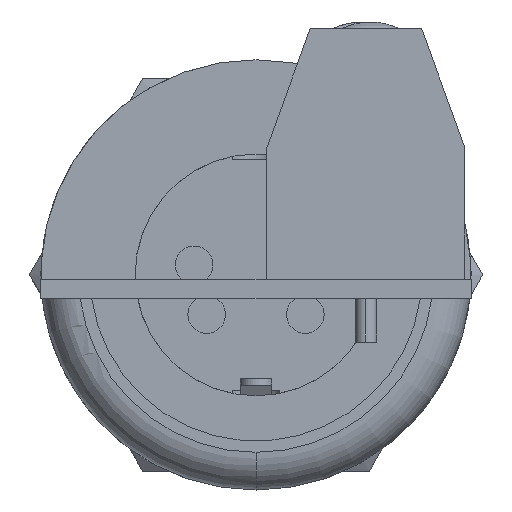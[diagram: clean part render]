
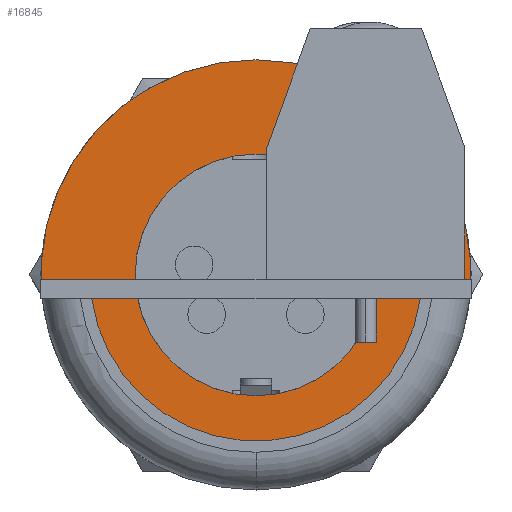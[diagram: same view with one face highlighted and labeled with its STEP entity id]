
A CAD part, front view. The second image highlights one B-rep face of the part: STEP entity #16845.
In plain terms, the highlighted planar face has unit normal (0, -1, 0).
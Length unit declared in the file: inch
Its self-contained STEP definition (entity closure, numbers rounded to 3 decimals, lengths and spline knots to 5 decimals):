
#5041 = CARTESIAN_POINT ( 'NONE',  ( 0., 0., 0.1925 ) ) ;
#5161 = CIRCLE ( 'NONE', #5198, 0.1925 ) ;
#5198 = AXIS2_PLACEMENT_3D ( 'NONE', #5275, #5274, #5241 ) ;
#5215 = CARTESIAN_POINT ( 'NONE',  ( 0., 0., -0.1925 ) ) ;
#5241 = DIRECTION ( 'NONE',  ( 0., 0., 1. ) ) ;
#5274 = DIRECTION ( 'NONE',  ( 0., 1., 0. ) ) ;
#5275 = CARTESIAN_POINT ( 'NONE',  ( 0., 0., 0. ) ) ;
#5288 = DIRECTION ( 'NONE',  ( 0., 0., 1. ) ) ;
#5289 = DIRECTION ( 'NONE',  ( 0., 1., 0. ) ) ;
#5290 = AXIS2_PLACEMENT_3D ( 'NONE', #5346, #5289, #5288 ) ;
#5291 = CIRCLE ( 'NONE', #5290, 0.1925 ) ;
#5320 = CARTESIAN_POINT ( 'NONE',  ( -0.26176, 0., -0.038 ) ) ;
#5321 = DIRECTION ( 'NONE',  ( -1., 0., 0. ) ) ;
#5322 = VECTOR ( 'NONE', #5321, 39.37008 ) ;
#5323 = CARTESIAN_POINT ( 'NONE',  ( -0.34039, 0., -0.038 ) ) ;
#5324 = LINE ( 'NONE', #5323, #5322 ) ;
#5343 = CARTESIAN_POINT ( 'NONE',  ( 0., 0., 0. ) ) ;
#5344 = AXIS2_PLACEMENT_3D ( 'NONE', #5343, #5400, #5399 ) ;
#5345 = CIRCLE ( 'NONE', #5344, 0.2645 ) ;
#5346 = CARTESIAN_POINT ( 'NONE',  ( 0., 0., 0. ) ) ;
#5356 = DIRECTION ( 'NONE',  ( 0., 0., -1. ) ) ;
#5357 = DIRECTION ( 'NONE',  ( 0., -1., 0. ) ) ;
#5358 = CARTESIAN_POINT ( 'NONE',  ( 0.3425, 0., 0. ) ) ;
#5359 = AXIS2_PLACEMENT_3D ( 'NONE', #5358, #5357, #5356 ) ;
#5360 = LINE ( 'NONE', #5408, #5407 ) ;
#5361 = PLANE ( 'NONE',  #5359 ) ;
#5362 = FACE_BOUND ( 'NONE', #16804, .T. ) ;
#5363 = FACE_OUTER_BOUND ( 'NONE', #16995, .T. ) ;
#5399 = DIRECTION ( 'NONE',  ( 0., 0., -1. ) ) ;
#5400 = DIRECTION ( 'NONE',  ( 0., 1., 0. ) ) ;
#5406 = DIRECTION ( 'NONE',  ( -1., 0., 0. ) ) ;
#5407 = VECTOR ( 'NONE', #5406, 39.37008 ) ;
#5408 = CARTESIAN_POINT ( 'NONE',  ( 0.26176, 0., -0.038 ) ) ;
#5419 = CARTESIAN_POINT ( 'NONE',  ( 0.26176, 0., -0.038 ) ) ;
#5579 = CARTESIAN_POINT ( 'NONE',  ( 0., 0., 0.3425 ) ) ;
#5678 = CARTESIAN_POINT ( 'NONE',  ( -0.34039, 0., -0.038 ) ) ;
#5679 = DIRECTION ( 'NONE',  ( 0., 0., -1. ) ) ;
#5680 = DIRECTION ( 'NONE',  ( 0., -1., 0. ) ) ;
#5681 = CARTESIAN_POINT ( 'NONE',  ( 0., 0., 0. ) ) ;
#5682 = AXIS2_PLACEMENT_3D ( 'NONE', #5681, #5680, #5679 ) ;
#5683 = CIRCLE ( 'NONE', #5682, 0.3425 ) ;
#6906 = CARTESIAN_POINT ( 'NONE',  ( 0.34039, 0., -0.038 ) ) ;
#6907 = DIRECTION ( 'NONE',  ( 0., 0., -1. ) ) ;
#6908 = DIRECTION ( 'NONE',  ( 0., -1., 0. ) ) ;
#6909 = CARTESIAN_POINT ( 'NONE',  ( 0., 0., 0. ) ) ;
#6910 = AXIS2_PLACEMENT_3D ( 'NONE', #6909, #6908, #6907 ) ;
#6911 = CIRCLE ( 'NONE', #6910, 0.3425 ) ;
#12378 = VERTEX_POINT ( 'NONE', #5041 ) ;
#12447 = EDGE_CURVE ( 'NONE', #12448, #16908, #6911, .T. ) ;
#12448 = VERTEX_POINT ( 'NONE', #6906 ) ;
#12490 = EDGE_CURVE ( 'NONE', #12491, #12378, #5161, .T. ) ;
#12491 = VERTEX_POINT ( 'NONE', #5215 ) ;
#16803 = EDGE_CURVE ( 'NONE', #16857, #16843, #5345, .T. ) ;
#16804 = EDGE_LOOP ( 'NONE', ( #16805, #16807 ) ) ;
#16805 = ORIENTED_EDGE ( 'NONE', *, *, #16806, .T. ) ;
#16806 = EDGE_CURVE ( 'NONE', #12378, #12491, #5291, .T. ) ;
#16807 = ORIENTED_EDGE ( 'NONE', *, *, #12490, .T. ) ;
#16842 = EDGE_CURVE ( 'NONE', #16843, #16988, #5324, .T. ) ;
#16843 = VERTEX_POINT ( 'NONE', #5320 ) ;
#16844 = ORIENTED_EDGE ( 'NONE', *, *, #16803, .F. ) ;
#16845 = ADVANCED_FACE ( 'NONE', ( #5363, #5362 ), #5361, .T. ) ;
#16846 = EDGE_CURVE ( 'NONE', #12448, #16857, #5360, .T. ) ;
#16857 = VERTEX_POINT ( 'NONE', #5419 ) ;
#16858 = ORIENTED_EDGE ( 'NONE', *, *, #12447, .T. ) ;
#16908 = VERTEX_POINT ( 'NONE', #5579 ) ;
#16986 = ORIENTED_EDGE ( 'NONE', *, *, #16987, .T. ) ;
#16987 = EDGE_CURVE ( 'NONE', #16908, #16988, #5683, .T. ) ;
#16988 = VERTEX_POINT ( 'NONE', #5678 ) ;
#16989 = ORIENTED_EDGE ( 'NONE', *, *, #16842, .F. ) ;
#16993 = ORIENTED_EDGE ( 'NONE', *, *, #16846, .F. ) ;
#16995 = EDGE_LOOP ( 'NONE', ( #16993, #16858, #16986, #16989, #16844 ) ) ;
